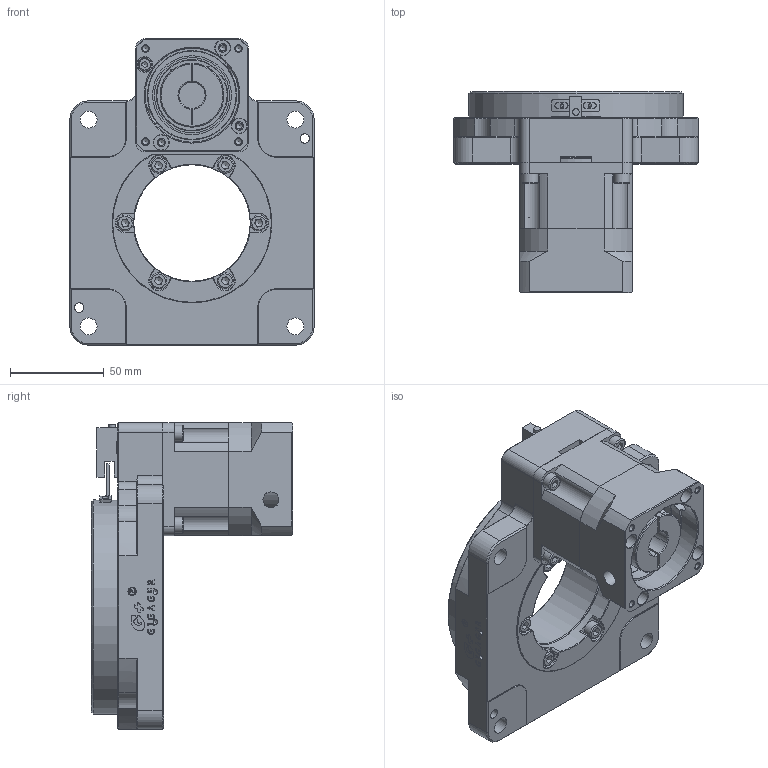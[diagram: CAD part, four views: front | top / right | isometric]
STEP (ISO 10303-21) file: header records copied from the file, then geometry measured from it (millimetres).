
FILE_DESCRIPTION (( 'STEP AP203' ), '1' );
FILE_NAME ('GSG130M-30K-SV1.step', '2021-06-01T02:12:25', ( 'Microsoft' ), ( 'Microsoft' ), 'SwSTEP 2.0', 'SolidWorks 2019', '' );
FILE_SCHEMA (( 'CONFIG_CONTROL_DESIGN' ));
Length unit declared in the file: millimetre
Products named in the file (1): GSG130M-30K-SV1
Bounding box: 130 x 107 x 163 mm (x, y, z)
Volume: 528310.2 mm3; surface area: 168836.3 mm2
Topology: 23 solids, 23 shells, 1031 faces, 2536 edges, 1612 vertices
Faces by surface type: plane 509, cylinder 238, cone 167, bspline 99, torus 18
Full cylindrical faces by diameter (mm): 2.05 x2, 2.5 x8, 3.3 x8, 3.5 x1, 3.752 x1, 4 x1, 4.2 x11, 4.369 x1, 4.5 x4, 5 x17, 5.27 x1, 5.5 x7, 5.8 x4, 7 x1, 8 x4, 8.5 x13, 9 x4, 14 x1, 19 x1, 20 x2, 23 x1, 24 x1, 25 x2, 26 x1, 28.6 x1, 32 x3, 34 x1, 38 x1, 40 x1, 42 x1
Entity records: 31596 total; most frequent: CARTESIAN_POINT 9040, DIRECTION 4454, ORIENTED_EDGE 4384, EDGE_CURVE 2192, AXIS2_PLACEMENT_3D 1634, VERTEX_POINT 1519, EDGE_LOOP 1413, VECTOR 1186
